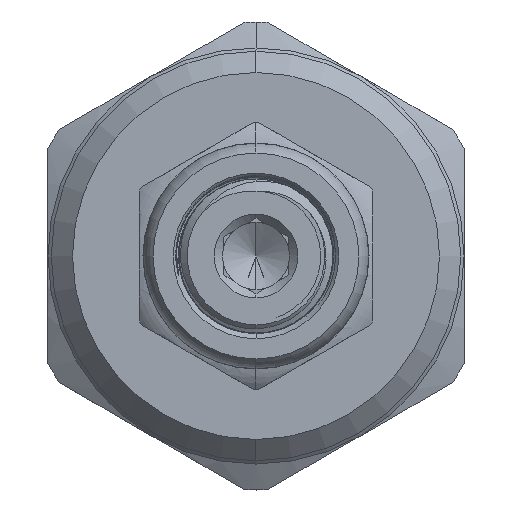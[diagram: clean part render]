
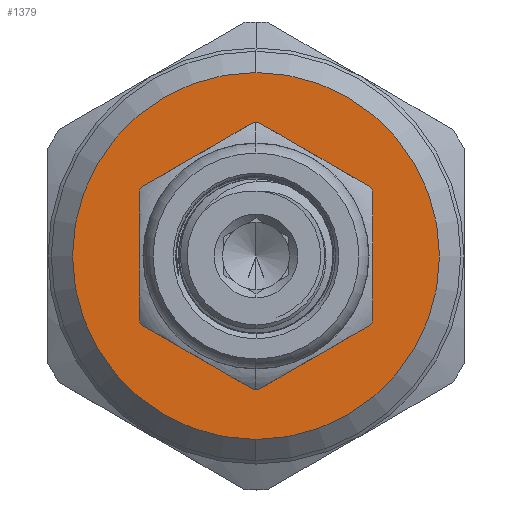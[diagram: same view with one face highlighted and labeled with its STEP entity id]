
A CAD part, left-side view. The second image highlights one B-rep face of the part: STEP entity #1379.
In plain terms, the highlighted planar face has unit normal (-1, 0, 0).
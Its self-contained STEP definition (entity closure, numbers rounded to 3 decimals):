
#186 = VERTEX_POINT ( 'NONE', #18744 ) ;
#218 = VERTEX_POINT ( 'NONE', #18776 ) ;
#343 = VERTEX_POINT ( 'NONE', #18901 ) ;
#346 = VERTEX_POINT ( 'NONE', #18904 ) ;
#705 = EDGE_CURVE ( 'NONE', #346, #186, #5060, .T. ) ;
#706 = EDGE_CURVE ( 'NONE', #343, #218, #5058, .T. ) ;
#1320 = EDGE_LOOP ( 'NONE', ( #4629, #4630 ) ) ;
#1379 = ADVANCED_FACE ( 'NONE', ( #5149, #5155 ), #6637, .F. ) ;
#1730 = EDGE_CURVE ( 'NONE', #186, #346, #10455, .T. ) ;
#1733 = EDGE_CURVE ( 'NONE', #218, #343, #10459, .T. ) ;
#2049 = AXIS2_PLACEMENT_3D ( 'NONE', #6181, #6182, #6183 ) ;
#2050 = AXIS2_PLACEMENT_3D ( 'NONE', #6185, #6186, #6187 ) ;
#2108 = AXIS2_PLACEMENT_3D ( 'NONE', #6639, #6644, #6645 ) ;
#2232 = AXIS2_PLACEMENT_3D ( 'NONE', #11761, #11762, #11763 ) ;
#2233 = AXIS2_PLACEMENT_3D ( 'NONE', #11795, #11796, #11797 ) ;
#2719 = EDGE_LOOP ( 'NONE', ( #4627, #4628 ) ) ;
#4627 = ORIENTED_EDGE ( 'NONE', *, *, #1730, .T. ) ;
#4628 = ORIENTED_EDGE ( 'NONE', *, *, #705, .T. ) ;
#4629 = ORIENTED_EDGE ( 'NONE', *, *, #706, .T. ) ;
#4630 = ORIENTED_EDGE ( 'NONE', *, *, #1733, .T. ) ;
#5058 = CIRCLE ( 'NONE', #2050, 11.2 ) ;
#5060 = CIRCLE ( 'NONE', #2049, 4.85 ) ;
#5149 = FACE_BOUND ( 'NONE', #2719, .T. ) ;
#5155 = FACE_OUTER_BOUND ( 'NONE', #1320, .T. ) ;
#6181 = CARTESIAN_POINT ( 'NONE',  ( -6.2, 0., 0. ) ) ;
#6182 = DIRECTION ( 'NONE',  ( 1., 0., 0. ) ) ;
#6183 = DIRECTION ( 'NONE',  ( 0., 0., -1. ) ) ;
#6185 = CARTESIAN_POINT ( 'NONE',  ( -6.2, 0., 0. ) ) ;
#6186 = DIRECTION ( 'NONE',  ( -1., 0., 0. ) ) ;
#6187 = DIRECTION ( 'NONE',  ( 0., 0., -1. ) ) ;
#6637 = PLANE ( 'NONE',  #2108 ) ;
#6639 = CARTESIAN_POINT ( 'NONE',  ( -6.2, 0., 0. ) ) ;
#6644 = DIRECTION ( 'NONE',  ( 1., 0., 0. ) ) ;
#6645 = DIRECTION ( 'NONE',  ( 0., 0., -1. ) ) ;
#10455 = CIRCLE ( 'NONE', #2232, 4.85 ) ;
#10459 = CIRCLE ( 'NONE', #2233, 11.2 ) ;
#11761 = CARTESIAN_POINT ( 'NONE',  ( -6.2, 0., 0. ) ) ;
#11762 = DIRECTION ( 'NONE',  ( 1., 0., 0. ) ) ;
#11763 = DIRECTION ( 'NONE',  ( 0., 0., -1. ) ) ;
#11795 = CARTESIAN_POINT ( 'NONE',  ( -6.2, 0., 0. ) ) ;
#11796 = DIRECTION ( 'NONE',  ( -1., 0., 0. ) ) ;
#11797 = DIRECTION ( 'NONE',  ( 0., 0., -1. ) ) ;
#18744 = CARTESIAN_POINT ( 'NONE',  ( -6.2, 0., 4.85 ) ) ;
#18776 = CARTESIAN_POINT ( 'NONE',  ( -6.2, 0., 11.2 ) ) ;
#18901 = CARTESIAN_POINT ( 'NONE',  ( -6.2, 0., -11.2 ) ) ;
#18904 = CARTESIAN_POINT ( 'NONE',  ( -6.2, 0., -4.85 ) ) ;
